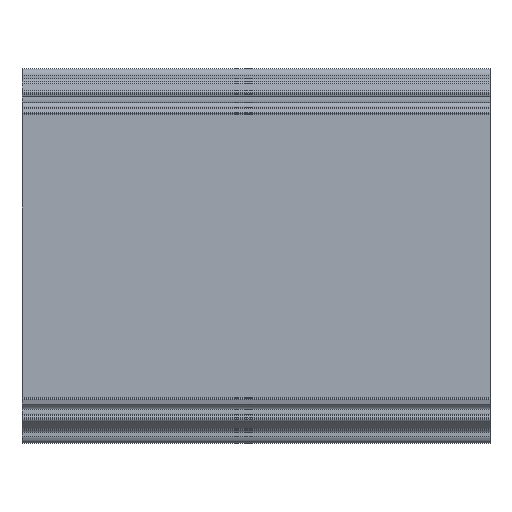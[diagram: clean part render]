
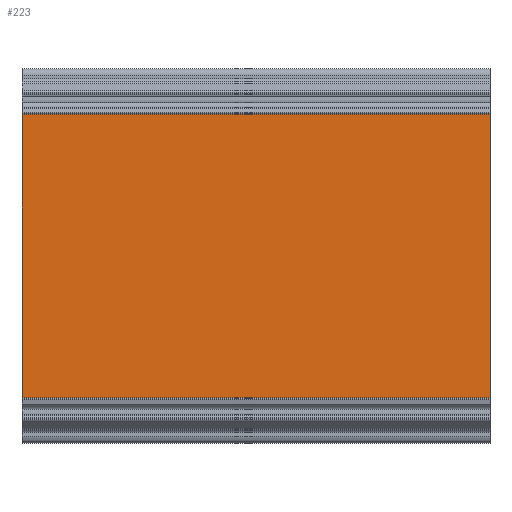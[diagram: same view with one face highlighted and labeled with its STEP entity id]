
A CAD part, top view. The second image highlights one B-rep face of the part: STEP entity #223.
In plain terms, the highlighted planar face has unit normal (0, 0, 1).
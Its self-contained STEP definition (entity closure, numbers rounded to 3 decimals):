
#223=ADVANCED_FACE('',(#460),#461,.F.);
#460=FACE_OUTER_BOUND('',#804,.T.);
#461=PLANE('',#805);
#804=EDGE_LOOP('',(#1468,#1469,#1470,#1471));
#805=AXIS2_PLACEMENT_3D('',#1472,#1473,#1474);
#1468=ORIENTED_EDGE('',*,*,#2749,.F.);
#1469=ORIENTED_EDGE('',*,*,#2750,.F.);
#1470=ORIENTED_EDGE('',*,*,#2751,.F.);
#1471=ORIENTED_EDGE('',*,*,#2747,.T.);
#1472=CARTESIAN_POINT('',(50000.0,0.,-17.7));
#1473=DIRECTION('',(0.0,0.,-1.0));
#1474=DIRECTION('',(0.0,1.0,0.));
#2747=EDGE_CURVE('',#3386,#3384,#3387,.T.);
#2749=EDGE_CURVE('',#3389,#3384,#3390,.T.);
#2750=EDGE_CURVE('',#3391,#3389,#3392,.T.);
#2751=EDGE_CURVE('',#3386,#3391,#3393,.T.);
#3384=VERTEX_POINT('',#4352);
#3386=VERTEX_POINT('',#4354);
#3387=LINE('',#4355,#4356);
#3389=VERTEX_POINT('',#4358);
#3390=LINE('',#4359,#4360);
#3391=VERTEX_POINT('',#4361);
#3392=LINE('',#4362,#4363);
#3393=LINE('',#4364,#4365);
#4352=CARTESIAN_POINT('',(-50.,33.623,-17.7));
#4354=CARTESIAN_POINT('',(50.,33.623,-17.7));
#4355=CARTESIAN_POINT('',(50000.0,33.623,-17.7));
#4356=VECTOR('',#5423,1.0);
#4358=CARTESIAN_POINT('',(-50.,-33.623,-17.7));
#4359=CARTESIAN_POINT('',(-50.,0.,-17.7));
#4360=VECTOR('',#5427,1.0);
#4361=CARTESIAN_POINT('',(50.,-33.623,-17.7));
#4362=CARTESIAN_POINT('',(50000.0,-33.623,-17.7));
#4363=VECTOR('',#5428,1.0);
#4364=CARTESIAN_POINT('',(50.,0.,-17.7));
#4365=VECTOR('',#5429,1.0);
#5423=DIRECTION('',(-1.0,0.0,0.0));
#5427=DIRECTION('',(0.0,1.0,0.));
#5428=DIRECTION('',(-1.0,0.0,0.0));
#5429=DIRECTION('',(0.0,-1.0,0.));
